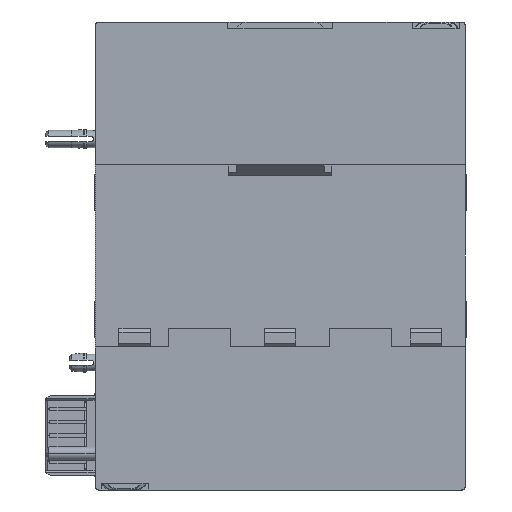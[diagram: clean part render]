
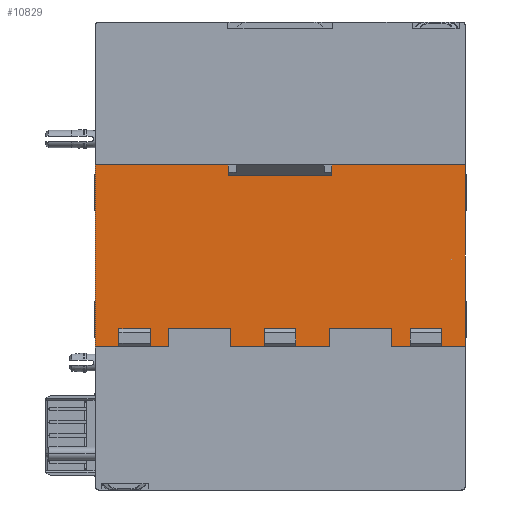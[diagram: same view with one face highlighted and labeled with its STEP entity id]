
A CAD part, front view. The second image highlights one B-rep face of the part: STEP entity #10829.
In plain terms, the highlighted planar face has unit normal (0, -1, 0).
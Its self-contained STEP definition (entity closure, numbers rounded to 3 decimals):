
#1=DIRECTION('',(1.,0.,0.));
#2=VECTOR('',#1,71.2);
#3=CARTESIAN_POINT('',(-35.6,0.,17.5));
#4=LINE('',#3,#2);
#5=DIRECTION('',(-1.,0.,0.));
#6=VECTOR('',#5,4.6);
#7=CARTESIAN_POINT('',(35.6,0.,-17.5));
#8=LINE('',#7,#6);
#9=DIRECTION('',(0.,0.,1.));
#10=VECTOR('',#9,3.5);
#11=CARTESIAN_POINT('',(31.,0.,-17.5));
#12=LINE('',#11,#10);
#13=DIRECTION('',(0.,0.,-1.));
#14=VECTOR('',#13,3.5);
#15=CARTESIAN_POINT('',(25.,0.,-14.));
#16=LINE('',#15,#14);
#17=DIRECTION('',(0.,0.,1.));
#18=VECTOR('',#17,3.5);
#19=CARTESIAN_POINT('',(3.,0.,-17.5));
#20=LINE('',#19,#18);
#21=DIRECTION('',(0.,0.,-1.));
#22=VECTOR('',#21,3.5);
#23=CARTESIAN_POINT('',(-3.,0.,-14.));
#24=LINE('',#23,#22);
#25=DIRECTION('',(0.,0.,1.));
#26=VECTOR('',#25,3.5);
#27=CARTESIAN_POINT('',(-25.,0.,-17.5));
#28=LINE('',#27,#26);
#29=DIRECTION('',(0.,0.,-1.));
#30=VECTOR('',#29,3.5);
#31=CARTESIAN_POINT('',(-31.,0.,-14.));
#32=LINE('',#31,#30);
#33=DIRECTION('',(-1.,0.,0.));
#34=VECTOR('',#33,4.6);
#35=CARTESIAN_POINT('',(-31.,0.,-17.5));
#36=LINE('',#35,#34);
#49=DIRECTION('',(0.,0.,-1.));
#50=VECTOR('',#49,35.);
#51=CARTESIAN_POINT('',(-35.6,0.,17.5));
#52=LINE('',#51,#50);
#792=DIRECTION('',(0.,0.,-1.));
#793=VECTOR('',#792,35.);
#794=CARTESIAN_POINT('',(35.6,0.,17.5));
#795=LINE('',#794,#793);
#3366=DIRECTION('',(1.,0.,0.));
#3367=VECTOR('',#3366,22.);
#3368=CARTESIAN_POINT('',(-25.,0.,-17.5));
#3369=LINE('',#3368,#3367);
#3370=DIRECTION('',(1.,0.,0.));
#3371=VECTOR('',#3370,22.);
#3372=CARTESIAN_POINT('',(3.,0.,-17.5));
#3373=LINE('',#3372,#3371);
#3430=DIRECTION('',(-1.,0.,0.));
#3431=VECTOR('',#3430,6.);
#3432=CARTESIAN_POINT('',(-25.,0.,-14.));
#3433=LINE('',#3432,#3431);
#3470=DIRECTION('',(-1.,0.,0.));
#3471=VECTOR('',#3470,6.);
#3472=CARTESIAN_POINT('',(3.,0.,-14.));
#3473=LINE('',#3472,#3471);
#3510=DIRECTION('',(-1.,0.,0.));
#3511=VECTOR('',#3510,6.);
#3512=CARTESIAN_POINT('',(31.,0.,-14.));
#3513=LINE('',#3512,#3511);
#9445=CARTESIAN_POINT('',(3.,0.,-14.));
#9446=CARTESIAN_POINT('',(-3.,0.,-14.));
#9447=VERTEX_POINT('',#9445);
#9448=VERTEX_POINT('',#9446);
#9453=CARTESIAN_POINT('',(31.,0.,-14.));
#9454=CARTESIAN_POINT('',(25.,0.,-14.));
#9455=VERTEX_POINT('',#9453);
#9456=VERTEX_POINT('',#9454);
#9461=CARTESIAN_POINT('',(-25.,0.,-14.));
#9462=CARTESIAN_POINT('',(-31.,0.,-14.));
#9463=VERTEX_POINT('',#9461);
#9464=VERTEX_POINT('',#9462);
#10305=CARTESIAN_POINT('',(-35.6,0.,17.5));
#10307=VERTEX_POINT('',#10305);
#10308=CARTESIAN_POINT('',(-35.6,0.,-17.5));
#10309=VERTEX_POINT('',#10308);
#10313=CARTESIAN_POINT('',(35.6,0.,17.5));
#10315=VERTEX_POINT('',#10313);
#10316=CARTESIAN_POINT('',(35.6,0.,-17.5));
#10317=VERTEX_POINT('',#10316);
#10558=CARTESIAN_POINT('',(31.,0.,-17.5));
#10559=CARTESIAN_POINT('',(25.,0.,-17.5));
#10560=VERTEX_POINT('',#10558);
#10561=VERTEX_POINT('',#10559);
#10562=CARTESIAN_POINT('',(3.,0.,-17.5));
#10563=CARTESIAN_POINT('',(-3.,0.,-17.5));
#10564=VERTEX_POINT('',#10562);
#10565=VERTEX_POINT('',#10563);
#10566=CARTESIAN_POINT('',(-25.,0.,-17.5));
#10567=CARTESIAN_POINT('',(-31.,0.,-17.5));
#10568=VERTEX_POINT('',#10566);
#10569=VERTEX_POINT('',#10567);
#10790=CARTESIAN_POINT('',(0.,0.,0.));
#10791=DIRECTION('',(0.,1.,0.));
#10792=DIRECTION('',(-1.,0.,0.));
#10793=AXIS2_PLACEMENT_3D('',#10790,#10791,#10792);
#10794=PLANE('',#10793);
#10796=ORIENTED_EDGE('',*,*,#10795,.T.);
#10798=ORIENTED_EDGE('',*,*,#10797,.T.);
#10800=ORIENTED_EDGE('',*,*,#10799,.T.);
#10802=ORIENTED_EDGE('',*,*,#10801,.T.);
#10804=ORIENTED_EDGE('',*,*,#10803,.T.);
#10806=ORIENTED_EDGE('',*,*,#10805,.T.);
#10808=ORIENTED_EDGE('',*,*,#10807,.F.);
#10810=ORIENTED_EDGE('',*,*,#10809,.T.);
#10812=ORIENTED_EDGE('',*,*,#10811,.T.);
#10814=ORIENTED_EDGE('',*,*,#10813,.T.);
#10816=ORIENTED_EDGE('',*,*,#10815,.F.);
#10818=ORIENTED_EDGE('',*,*,#10817,.T.);
#10820=ORIENTED_EDGE('',*,*,#10819,.T.);
#10822=ORIENTED_EDGE('',*,*,#10821,.T.);
#10824=ORIENTED_EDGE('',*,*,#10823,.T.);
#10826=ORIENTED_EDGE('',*,*,#10825,.F.);
#10827=EDGE_LOOP('',(#10796,#10798,#10800,#10802,#10804,#10806,#10808,#10810,
#10812,#10814,#10816,#10818,#10820,#10822,#10824,#10826));
#10828=FACE_OUTER_BOUND('',#10827,.F.);
#10829=ADVANCED_FACE('',(#10828),#10794,.F.);
#10795=EDGE_CURVE('',#10307,#10315,#4,.T.);
#10797=EDGE_CURVE('',#10315,#10317,#795,.T.);
#10799=EDGE_CURVE('',#10317,#10560,#8,.T.);
#10801=EDGE_CURVE('',#10560,#9455,#12,.T.);
#10803=EDGE_CURVE('',#9455,#9456,#3513,.T.);
#10805=EDGE_CURVE('',#9456,#10561,#16,.T.);
#10807=EDGE_CURVE('',#10564,#10561,#3373,.T.);
#10809=EDGE_CURVE('',#10564,#9447,#20,.T.);
#10811=EDGE_CURVE('',#9447,#9448,#3473,.T.);
#10813=EDGE_CURVE('',#9448,#10565,#24,.T.);
#10815=EDGE_CURVE('',#10568,#10565,#3369,.T.);
#10817=EDGE_CURVE('',#10568,#9463,#28,.T.);
#10819=EDGE_CURVE('',#9463,#9464,#3433,.T.);
#10821=EDGE_CURVE('',#9464,#10569,#32,.T.);
#10823=EDGE_CURVE('',#10569,#10309,#36,.T.);
#10825=EDGE_CURVE('',#10307,#10309,#52,.T.);
